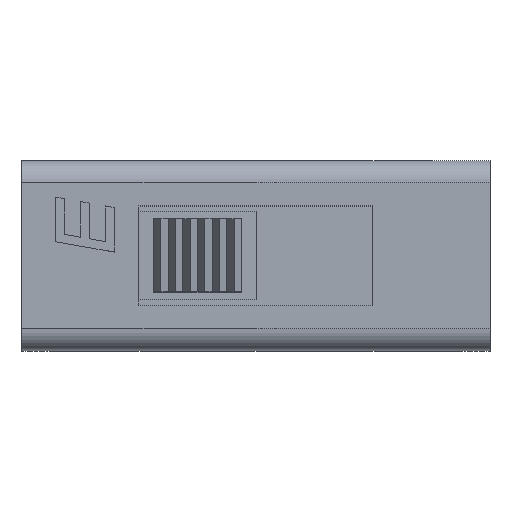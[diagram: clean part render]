
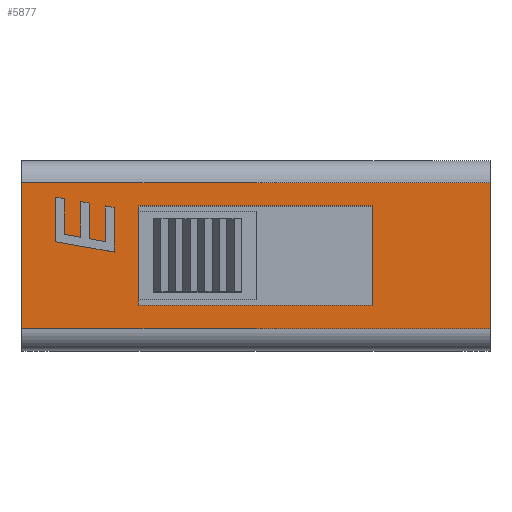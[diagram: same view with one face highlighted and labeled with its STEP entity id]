
A CAD part, top view. The second image highlights one B-rep face of the part: STEP entity #5877.
In plain terms, the highlighted planar face has unit normal (0, 0, 1).
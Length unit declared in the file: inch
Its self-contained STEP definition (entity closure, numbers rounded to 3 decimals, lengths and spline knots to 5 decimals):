
#160=CARTESIAN_POINT('',(-0.15748,-0.05906,0.0));
#161=VERTEX_POINT('',#160);
#162=CARTESIAN_POINT('',(-0.15748,0.05906,0.0));
#163=VERTEX_POINT('',#162);
#164=CARTESIAN_POINT('',(-0.15748,-0.05906,0.0));
#165=DIRECTION('',(0.0,1.0,0.0));
#166=VECTOR('',#165,0.11811);
#167=LINE('',#164,#166);
#168=EDGE_CURVE('',#161,#163,#167,.T.);
#1851=CARTESIAN_POINT('',(-0.15748,-0.06693,0.0));
#1852=VERTEX_POINT('',#1851);
#1853=CARTESIAN_POINT('',(-0.15748,-0.06693,0.0));
#1854=DIRECTION('',(0.0,1.0,0.0));
#1855=VECTOR('',#1854,0.00787);
#1856=LINE('',#1853,#1855);
#1857=EDGE_CURVE('',#1852,#161,#1856,.T.);
#1876=CARTESIAN_POINT('',(-0.15748,0.06693,0.0));
#1877=VERTEX_POINT('',#1876);
#1884=CARTESIAN_POINT('',(-0.15748,0.05906,0.0));
#1885=DIRECTION('',(0.0,1.0,0.0));
#1886=VECTOR('',#1885,0.00787);
#1887=LINE('',#1884,#1886);
#1888=EDGE_CURVE('',#163,#1877,#1887,.T.);
#1997=CARTESIAN_POINT('',(-0.31496,-0.09843,0.));
#1998=VERTEX_POINT('',#1997);
#2006=CARTESIAN_POINT('',(-0.31496,0.09843,0.));
#2007=VERTEX_POINT('',#2006);
#2008=CARTESIAN_POINT('',(-0.31496,-0.09843,0.0));
#2009=DIRECTION('',(0.0,1.0,0.0));
#2010=VECTOR('',#2009,0.19685);
#2011=LINE('',#2008,#2010);
#2012=EDGE_CURVE('',#1998,#2007,#2011,.T.);
#3816=CARTESIAN_POINT('',(-0.19094,0.00489,0.0));
#3817=VERTEX_POINT('',#3816);
#3824=CARTESIAN_POINT('',(-0.19094,0.06486,0.0));
#3825=VERTEX_POINT('',#3824);
#3826=CARTESIAN_POINT('',(-0.19094,0.06486,0.0));
#3827=DIRECTION('',(0.0,-1.0,0.0));
#3828=VECTOR('',#3827,0.05997);
#3829=LINE('',#3826,#3828);
#3830=EDGE_CURVE('',#3825,#3817,#3829,.T.);
#3855=CARTESIAN_POINT('',(-0.20276,0.06694,0.0));
#3856=VERTEX_POINT('',#3855);
#3857=CARTESIAN_POINT('',(-0.20276,0.06694,0.0));
#3858=DIRECTION('',(0.985,-0.174,0.0));
#3859=VECTOR('',#3858,0.01199);
#3860=LINE('',#3857,#3859);
#3861=EDGE_CURVE('',#3856,#3825,#3860,.T.);
#3886=CARTESIAN_POINT('',(-0.20276,0.01897,0.0));
#3887=VERTEX_POINT('',#3886);
#3888=CARTESIAN_POINT('',(-0.20276,0.01897,0.0));
#3889=DIRECTION('',(0.0,1.0,0.0));
#3890=VECTOR('',#3889,0.04797);
#3891=LINE('',#3888,#3890);
#3892=EDGE_CURVE('',#3887,#3856,#3891,.T.);
#3917=CARTESIAN_POINT('',(-0.22441,0.02278,0.0));
#3918=VERTEX_POINT('',#3917);
#3919=CARTESIAN_POINT('',(-0.22441,0.02278,0.0));
#3920=DIRECTION('',(0.985,-0.174,0.0));
#3921=VECTOR('',#3920,0.02199);
#3922=LINE('',#3919,#3921);
#3923=EDGE_CURVE('',#3918,#3887,#3922,.T.);
#3948=CARTESIAN_POINT('',(-0.22441,0.07076,0.0));
#3949=VERTEX_POINT('',#3948);
#3950=CARTESIAN_POINT('',(-0.22441,0.07076,0.0));
#3951=DIRECTION('',(0.0,-1.0,0.0));
#3952=VECTOR('',#3951,0.04797);
#3953=LINE('',#3950,#3952);
#3954=EDGE_CURVE('',#3949,#3918,#3953,.T.);
#3979=CARTESIAN_POINT('',(-0.23622,0.07284,0.0));
#3980=VERTEX_POINT('',#3979);
#3981=CARTESIAN_POINT('',(-0.23622,0.07284,0.0));
#3982=DIRECTION('',(0.985,-0.174,0.0));
#3983=VECTOR('',#3982,0.01199);
#3984=LINE('',#3981,#3983);
#3985=EDGE_CURVE('',#3980,#3949,#3984,.T.);
#4010=CARTESIAN_POINT('',(-0.23622,0.02487,0.0));
#4011=VERTEX_POINT('',#4010);
#4012=CARTESIAN_POINT('',(-0.23622,0.02487,0.0));
#4013=DIRECTION('',(0.0,1.0,0.0));
#4014=VECTOR('',#4013,0.04797);
#4015=LINE('',#4012,#4014);
#4016=EDGE_CURVE('',#4011,#3980,#4015,.T.);
#4041=CARTESIAN_POINT('',(-0.25787,0.02868,0.0));
#4042=VERTEX_POINT('',#4041);
#4043=CARTESIAN_POINT('',(-0.25787,0.02868,0.0));
#4044=DIRECTION('',(0.985,-0.174,0.0));
#4045=VECTOR('',#4044,0.02199);
#4046=LINE('',#4043,#4045);
#4047=EDGE_CURVE('',#4042,#4011,#4046,.T.);
#4072=CARTESIAN_POINT('',(-0.25787,0.07666,0.0));
#4073=VERTEX_POINT('',#4072);
#4074=CARTESIAN_POINT('',(-0.25787,0.07666,0.0));
#4075=DIRECTION('',(0.0,-1.0,0.0));
#4076=VECTOR('',#4075,0.04797);
#4077=LINE('',#4074,#4076);
#4078=EDGE_CURVE('',#4073,#4042,#4077,.T.);
#4103=CARTESIAN_POINT('',(-0.26969,0.07874,0.0));
#4104=VERTEX_POINT('',#4103);
#4105=CARTESIAN_POINT('',(-0.26969,0.07874,0.0));
#4106=DIRECTION('',(0.985,-0.174,0.0));
#4107=VECTOR('',#4106,0.01199);
#4108=LINE('',#4105,#4107);
#4109=EDGE_CURVE('',#4104,#4073,#4108,.T.);
#4134=CARTESIAN_POINT('',(-0.26969,0.01877,0.0));
#4135=VERTEX_POINT('',#4134);
#4136=CARTESIAN_POINT('',(-0.26969,0.01877,0.0));
#4137=DIRECTION('',(0.0,1.0,0.0));
#4138=VECTOR('',#4137,0.05997);
#4139=LINE('',#4136,#4138);
#4140=EDGE_CURVE('',#4135,#4104,#4139,.T.);
#4163=CARTESIAN_POINT('',(-0.19094,0.00489,0.0));
#4164=DIRECTION('',(-0.985,0.174,0.0));
#4165=VECTOR('',#4164,0.07995);
#4166=LINE('',#4163,#4165);
#4167=EDGE_CURVE('',#3817,#4135,#4166,.T.);
#5209=CARTESIAN_POINT('',(0.31496,0.09843,0.0));
#5210=VERTEX_POINT('',#5209);
#5220=CARTESIAN_POINT('',(-0.31496,0.09843,0.0));
#5221=DIRECTION('',(1.0,0.0,0.0));
#5222=VECTOR('',#5221,0.62992);
#5223=LINE('',#5220,#5222);
#5224=EDGE_CURVE('',#2007,#5210,#5223,.T.);
#5244=CARTESIAN_POINT('',(0.31496,-0.09843,0.0));
#5245=VERTEX_POINT('',#5244);
#5246=CARTESIAN_POINT('',(0.31496,0.09843,0.0));
#5247=DIRECTION('',(0.0,-1.0,0.0));
#5248=VECTOR('',#5247,0.19685);
#5249=LINE('',#5246,#5248);
#5250=EDGE_CURVE('',#5210,#5245,#5249,.T.);
#5286=CARTESIAN_POINT('',(0.31496,-0.09843,0.0));
#5287=DIRECTION('',(-1.0,0.0,0.0));
#5288=VECTOR('',#5287,0.62992);
#5289=LINE('',#5286,#5288);
#5290=EDGE_CURVE('',#5245,#1998,#5289,.T.);
#5301=CARTESIAN_POINT('',(0.15748,-0.06693,0.0));
#5302=VERTEX_POINT('',#5301);
#5309=CARTESIAN_POINT('',(0.15748,0.06693,0.0));
#5310=VERTEX_POINT('',#5309);
#5311=CARTESIAN_POINT('',(0.15748,0.06693,0.0));
#5312=DIRECTION('',(0.0,-1.0,0.0));
#5313=VECTOR('',#5312,0.13386);
#5314=LINE('',#5311,#5313);
#5315=EDGE_CURVE('',#5310,#5302,#5314,.T.);
#5333=CARTESIAN_POINT('',(-0.15748,0.06693,0.0));
#5334=DIRECTION('',(1.0,0.0,0.0));
#5335=VECTOR('',#5334,0.31496);
#5336=LINE('',#5333,#5335);
#5337=EDGE_CURVE('',#1877,#5310,#5336,.T.);
#5350=CARTESIAN_POINT('',(0.15748,-0.06693,0.0));
#5351=DIRECTION('',(-1.0,0.0,0.0));
#5352=VECTOR('',#5351,0.31496);
#5353=LINE('',#5350,#5352);
#5354=EDGE_CURVE('',#5302,#1852,#5353,.T.);
#5844=CARTESIAN_POINT('',(-0.34646,-0.10827,0.0));
#5845=DIRECTION('',(0.0,0.0,1.0));
#5846=DIRECTION('',(1.0,0.0,0.0));
#5847=AXIS2_PLACEMENT_3D('',#5844,#5845,#5846);
#5848=PLANE('',#5847);
#5849=ORIENTED_EDGE('',*,*,#5224,.F.);
#5850=ORIENTED_EDGE('',*,*,#2012,.F.);
#5851=ORIENTED_EDGE('',*,*,#5290,.F.);
#5852=ORIENTED_EDGE('',*,*,#5250,.F.);
#5853=EDGE_LOOP('',(#5849,#5850,#5851,#5852));
#5854=FACE_OUTER_BOUND('',#5853,.T.);
#5855=ORIENTED_EDGE('',*,*,#3830,.T.);
#5856=ORIENTED_EDGE('',*,*,#4167,.T.);
#5857=ORIENTED_EDGE('',*,*,#4140,.T.);
#5858=ORIENTED_EDGE('',*,*,#4109,.T.);
#5859=ORIENTED_EDGE('',*,*,#4078,.T.);
#5860=ORIENTED_EDGE('',*,*,#4047,.T.);
#5861=ORIENTED_EDGE('',*,*,#4016,.T.);
#5862=ORIENTED_EDGE('',*,*,#3985,.T.);
#5863=ORIENTED_EDGE('',*,*,#3954,.T.);
#5864=ORIENTED_EDGE('',*,*,#3923,.T.);
#5865=ORIENTED_EDGE('',*,*,#3892,.T.);
#5866=ORIENTED_EDGE('',*,*,#3861,.T.);
#5867=EDGE_LOOP('',(#5855,#5856,#5857,#5858,#5859,#5860,#5861,#5862,#5863,#5864,#5865,#5866));
#5868=FACE_BOUND('',#5867,.T.);
#5869=ORIENTED_EDGE('',*,*,#5315,.T.);
#5870=ORIENTED_EDGE('',*,*,#5354,.T.);
#5871=ORIENTED_EDGE('',*,*,#1857,.T.);
#5872=ORIENTED_EDGE('',*,*,#168,.T.);
#5873=ORIENTED_EDGE('',*,*,#1888,.T.);
#5874=ORIENTED_EDGE('',*,*,#5337,.T.);
#5875=EDGE_LOOP('',(#5869,#5870,#5871,#5872,#5873,#5874));
#5876=FACE_BOUND('',#5875,.T.);
#5877=ADVANCED_FACE('',(#5854,#5868,#5876),#5848,.T.);
